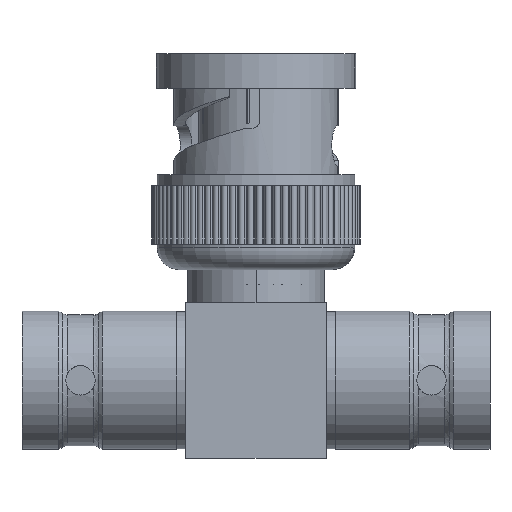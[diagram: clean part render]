
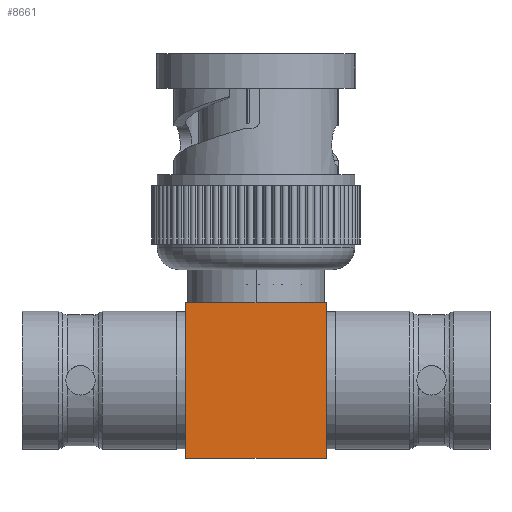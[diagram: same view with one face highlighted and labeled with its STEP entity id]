
A CAD part, left-side view. The second image highlights one B-rep face of the part: STEP entity #8661.
In plain terms, the highlighted planar face has unit normal (-1, 0, 0).
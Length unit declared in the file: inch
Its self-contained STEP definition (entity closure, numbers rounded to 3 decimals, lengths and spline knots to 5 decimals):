
#576 = ORIENTED_EDGE ( 'NONE', *, *, #6838, .T. ) ;
#882 = CARTESIAN_POINT ( 'NONE',  ( -0.1925, -0.1925, -0.2125 ) ) ;
#1240 = VECTOR ( 'NONE', #11714, 39.37008 ) ;
#1369 = CARTESIAN_POINT ( 'NONE',  ( -0.1925, 0.1925, -0.2125 ) ) ;
#2072 = CARTESIAN_POINT ( 'NONE',  ( -0.1925, -0.1925, 0.2125 ) ) ;
#2280 = CARTESIAN_POINT ( 'NONE',  ( -0.1925, -0.1925, 0.2125 ) ) ;
#2756 = ORIENTED_EDGE ( 'NONE', *, *, #12182, .T. ) ;
#3177 = DIRECTION ( 'NONE',  ( 1., 0., 0. ) ) ;
#3469 = VECTOR ( 'NONE', #13639, 39.37008 ) ;
#3492 = EDGE_CURVE ( 'NONE', #8899, #14079, #11080, .T. ) ;
#3506 = ORIENTED_EDGE ( 'NONE', *, *, #7574, .F. ) ;
#4161 = DIRECTION ( 'NONE',  ( 0., 0., -1. ) ) ;
#4499 = LINE ( 'NONE', #2280, #1240 ) ;
#5051 = CARTESIAN_POINT ( 'NONE',  ( -0.1925, 0.1925, -0.2125 ) ) ;
#5254 = VECTOR ( 'NONE', #8569, 39.37008 ) ;
#5299 = EDGE_LOOP ( 'NONE', ( #2756, #3506, #10012, #576 ) ) ;
#6720 = PLANE ( 'NONE',  #11508 ) ;
#6838 = EDGE_CURVE ( 'NONE', #8899, #7346, #7226, .T. ) ;
#7226 = LINE ( 'NONE', #9284, #13275 ) ;
#7346 = VERTEX_POINT ( 'NONE', #5051 ) ;
#7574 = EDGE_CURVE ( 'NONE', #14079, #8688, #4499, .T. ) ;
#7625 = FACE_OUTER_BOUND ( 'NONE', #5299, .T. ) ;
#8569 = DIRECTION ( 'NONE',  ( 0., -1., 0. ) ) ;
#8661 = ADVANCED_FACE ( 'NONE', ( #7625 ), #6720, .F. ) ;
#8688 = VERTEX_POINT ( 'NONE', #882 ) ;
#8899 = VERTEX_POINT ( 'NONE', #10043 ) ;
#9284 = CARTESIAN_POINT ( 'NONE',  ( -0.1925, 0.1925, 0.2125 ) ) ;
#10012 = ORIENTED_EDGE ( 'NONE', *, *, #3492, .F. ) ;
#10043 = CARTESIAN_POINT ( 'NONE',  ( -0.1925, 0.1925, 0.2125 ) ) ;
#10071 = LINE ( 'NONE', #1369, #5254 ) ;
#10152 = CARTESIAN_POINT ( 'NONE',  ( -0.1925, 0.1925, 0.2125 ) ) ;
#11080 = LINE ( 'NONE', #10152, #3469 ) ;
#11508 = AXIS2_PLACEMENT_3D ( 'NONE', #13705, #3177, #4161 ) ;
#11714 = DIRECTION ( 'NONE',  ( 0., 0., -1. ) ) ;
#12182 = EDGE_CURVE ( 'NONE', #7346, #8688, #10071, .T. ) ;
#12774 = DIRECTION ( 'NONE',  ( 0., 0., -1. ) ) ;
#13275 = VECTOR ( 'NONE', #12774, 39.37008 ) ;
#13639 = DIRECTION ( 'NONE',  ( 0., -1., 0. ) ) ;
#13705 = CARTESIAN_POINT ( 'NONE',  ( -0.1925, 0.1925, 0.2125 ) ) ;
#14079 = VERTEX_POINT ( 'NONE', #2072 ) ;
